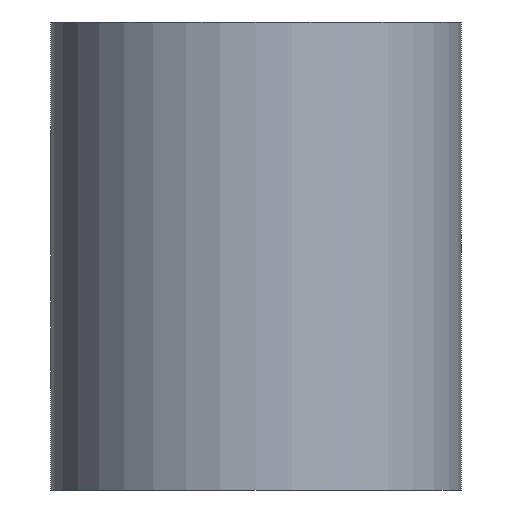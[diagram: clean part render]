
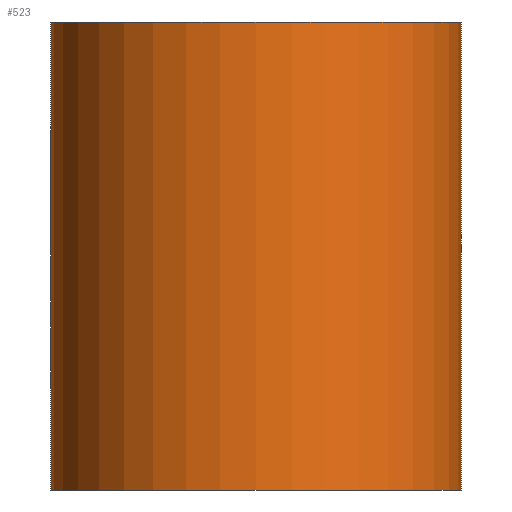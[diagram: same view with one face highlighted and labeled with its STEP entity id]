
A CAD part, front view. The second image highlights one B-rep face of the part: STEP entity #523.
In plain terms, the highlighted cylindrical face has radius 5.575 mm (diameter 11.151 mm), a partial arc.
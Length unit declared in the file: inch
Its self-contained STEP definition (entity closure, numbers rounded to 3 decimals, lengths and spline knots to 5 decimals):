
#13 = CIRCLE ( 'NONE', #136, 0.2195 ) ;
#18 = DIRECTION ( 'NONE',  ( 0., 0., -1. ) ) ;
#21 = CARTESIAN_POINT ( 'NONE',  ( 0.1875, -0.6865, -0.25 ) ) ;
#33 = CARTESIAN_POINT ( 'NONE',  ( 0.1875, -0.906, -0.25 ) ) ;
#60 = VECTOR ( 'NONE', #243, 39.37008 ) ;
#62 = DIRECTION ( 'NONE',  ( 1., 0., 0. ) ) ;
#71 = DIRECTION ( 'NONE',  ( 0., 0., -1. ) ) ;
#74 = LINE ( 'NONE', #282, #60 ) ;
#77 = DIRECTION ( 'NONE',  ( 1., 0., 0. ) ) ;
#81 = ORIENTED_EDGE ( 'NONE', *, *, #144, .F. ) ;
#94 = ORIENTED_EDGE ( 'NONE', *, *, #99, .T. ) ;
#99 = EDGE_CURVE ( 'NONE', #157, #440, #13, .T. ) ;
#114 = CARTESIAN_POINT ( 'NONE',  ( 0.1875, -0.6865, 0.25 ) ) ;
#132 = FACE_OUTER_BOUND ( 'NONE', #503, .T. ) ;
#136 = AXIS2_PLACEMENT_3D ( 'NONE', #276, #535, #77 ) ;
#144 = EDGE_CURVE ( 'NONE', #157, #300, #330, .T. ) ;
#157 = VERTEX_POINT ( 'NONE', #114 ) ;
#165 = DIRECTION ( 'NONE',  ( -1., 0., 0. ) ) ;
#175 = CIRCLE ( 'NONE', #438, 0.2195 ) ;
#179 = EDGE_CURVE ( 'NONE', #440, #267, #74, .T. ) ;
#213 = DIRECTION ( 'NONE',  ( 0., 0., -1. ) ) ;
#234 = EDGE_CURVE ( 'NONE', #300, #267, #175, .T. ) ;
#243 = DIRECTION ( 'NONE',  ( 0., 0., -1. ) ) ;
#252 = ORIENTED_EDGE ( 'NONE', *, *, #234, .F. ) ;
#267 = VERTEX_POINT ( 'NONE', #274 ) ;
#274 = CARTESIAN_POINT ( 'NONE',  ( -0.032, -0.906, -0.25 ) ) ;
#276 = CARTESIAN_POINT ( 'NONE',  ( 0.1875, -0.906, 0.25 ) ) ;
#282 = CARTESIAN_POINT ( 'NONE',  ( -0.032, -0.906, 0.25 ) ) ;
#300 = VERTEX_POINT ( 'NONE', #21 ) ;
#330 = LINE ( 'NONE', #492, #420 ) ;
#410 = CARTESIAN_POINT ( 'NONE',  ( 0.1875, -0.906, 0.25 ) ) ;
#420 = VECTOR ( 'NONE', #18, 39.37008 ) ;
#438 = AXIS2_PLACEMENT_3D ( 'NONE', #33, #71, #62 ) ;
#440 = VERTEX_POINT ( 'NONE', #538 ) ;
#492 = CARTESIAN_POINT ( 'NONE',  ( 0.1875, -0.6865, 0.25 ) ) ;
#503 = EDGE_LOOP ( 'NONE', ( #252, #81, #94, #551 ) ) ;
#519 = CYLINDRICAL_SURFACE ( 'NONE', #546, 0.2195 ) ;
#523 = ADVANCED_FACE ( 'NONE', ( #132 ), #519, .T. ) ;
#535 = DIRECTION ( 'NONE',  ( 0., 0., -1. ) ) ;
#538 = CARTESIAN_POINT ( 'NONE',  ( -0.032, -0.906, 0.25 ) ) ;
#546 = AXIS2_PLACEMENT_3D ( 'NONE', #410, #213, #165 ) ;
#551 = ORIENTED_EDGE ( 'NONE', *, *, #179, .T. ) ;
